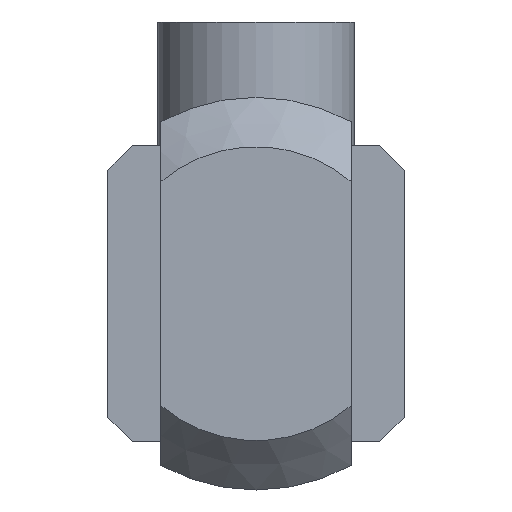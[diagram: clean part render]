
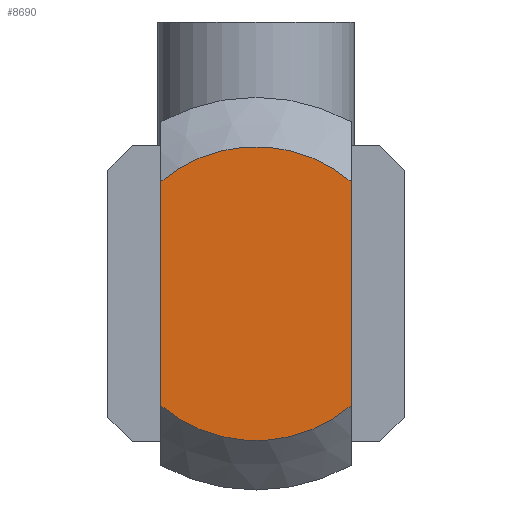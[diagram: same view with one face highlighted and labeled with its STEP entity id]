
A CAD part, left-side view. The second image highlights one B-rep face of the part: STEP entity #8690.
In plain terms, the highlighted face is planar.
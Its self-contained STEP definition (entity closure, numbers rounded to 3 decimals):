
#700=CARTESIAN_POINT('',(26.,3.85,
4.537));
#710=VERTEX_POINT('',#700);
#740=CARTESIAN_POINT('',(26.,0.,0.));
#750=DIRECTION('',(-1.,0.,0.));
#760=DIRECTION('',(0.,1.,0.));
#770=AXIS2_PLACEMENT_3D('',#740,#750,#760);
#780=CIRCLE('',#770,5.95);
#790=CARTESIAN_POINT('',(26.,-3.85,
4.537));
#800=VERTEX_POINT('',#790);
#810=EDGE_CURVE('',#800,#710,#780,.T.);
#7650=CARTESIAN_POINT('',(26.,0.,0.));
#7660=DIRECTION('',(-1.,0.,0.));
#7670=DIRECTION('',(0.,1.,0.));
#7680=AXIS2_PLACEMENT_3D('',#7650,#7660,#7670);
#7690=CIRCLE('',#7680,5.95);
#7700=CARTESIAN_POINT('',(26.,3.85,
-4.537));
#7710=VERTEX_POINT('',#7700);
#7720=CARTESIAN_POINT('',(26.,-3.85,
-4.537));
#7730=VERTEX_POINT('',#7720);
#7740=EDGE_CURVE('',#7710,#7730,#7690,.T.);
#8480=CARTESIAN_POINT('',(26.,3.975,0.));
#8490=DIRECTION('',(1.,0.,0.));
#8500=DIRECTION('',(0.,-1.,0.));
#8510=AXIS2_PLACEMENT_3D('',#8480,#8490,#8500);
#8520=PLANE('',#8510);
#8530=ORIENTED_EDGE('',*,*,#810,.F.);
#8540=CARTESIAN_POINT('',(26.,3.85,0.));
#8550=DIRECTION('',(0.,0.,-1.));
#8560=VECTOR('',#8550,1.);
#8570=LINE('',#8540,#8560);
#8580=EDGE_CURVE('',#710,#7710,#8570,.T.);
#8590=ORIENTED_EDGE('',*,*,#8580,.F.);
#8600=ORIENTED_EDGE('',*,*,#7740,.F.);
#8610=CARTESIAN_POINT('',(26.,-3.85,0.));
#8620=DIRECTION('',(0.,0.,1.));
#8630=VECTOR('',#8620,1.);
#8640=LINE('',#8610,#8630);
#8650=EDGE_CURVE('',#7730,#800,#8640,.T.);
#8660=ORIENTED_EDGE('',*,*,#8650,.F.);
#8670=EDGE_LOOP('',(#8660,#8600,#8590,#8530));
#8680=FACE_OUTER_BOUND('',#8670,.T.);
#8690=ADVANCED_FACE('',(#8680),#8520,.T.);
